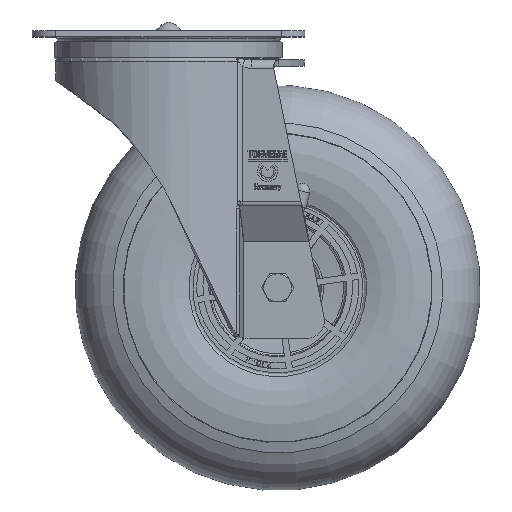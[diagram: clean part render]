
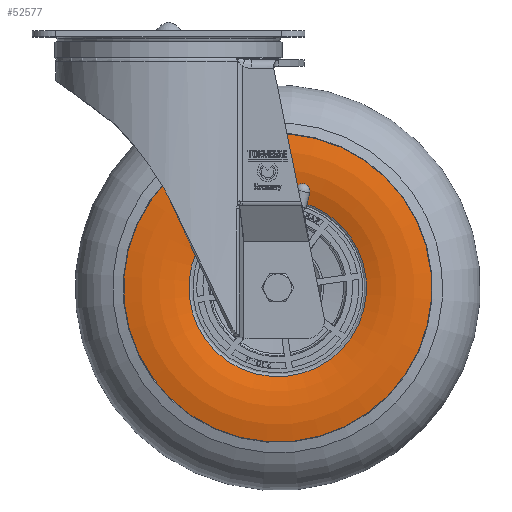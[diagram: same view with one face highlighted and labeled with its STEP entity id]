
A CAD part, top view. The second image highlights one B-rep face of the part: STEP entity #52577.
In plain terms, the highlighted toroidal (fillet/blend) face has major radius 80.222 mm and minor radius 70 mm.
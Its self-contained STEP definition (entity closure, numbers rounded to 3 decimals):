
#1620 = DIRECTION ( 'NONE',  ( 0.969, -0.246, 0. ) ) ;
#2218 = DIRECTION ( 'NONE',  ( 0.969, -0.246, 0. ) ) ;
#3416 = CARTESIAN_POINT ( 'NONE',  ( 165.865, -189.347, 40. ) ) ;
#4949 = DIRECTION ( 'NONE',  ( 0., 0., 1. ) ) ;
#7690 = CARTESIAN_POINT ( 'NONE',  ( 70., -165., 38.578 ) ) ;
#7882 = ORIENTED_EDGE ( 'NONE', *, *, #67510, .T. ) ;
#12750 = CARTESIAN_POINT ( 'NONE',  ( 70., -165., 40. ) ) ;
#17394 = AXIS2_PLACEMENT_3D ( 'NONE', #73192, #4949, #39274 ) ;
#19270 = DIRECTION ( 'NONE',  ( 0., 0., 1. ) ) ;
#22754 = TOROIDAL_SURFACE ( 'NONE', #17394, 80.222, 70. ) ;
#30026 = EDGE_LOOP ( 'NONE', ( #64032 ) ) ;
#34808 = VERTEX_POINT ( 'NONE', #54813 ) ;
#35985 = FACE_OUTER_BOUND ( 'NONE', #54611, .T. ) ;
#39274 = DIRECTION ( 'NONE',  ( 0.969, -0.246, 0. ) ) ;
#41090 = CIRCLE ( 'NONE', #56883, 98.908 ) ;
#43109 = CIRCLE ( 'NONE', #46381, 57.005 ) ;
#46381 = AXIS2_PLACEMENT_3D ( 'NONE', #7690, #19270, #2218 ) ;
#52284 = DIRECTION ( 'NONE',  ( 0., 0., 1. ) ) ;
#52577 = ADVANCED_FACE ( 'NONE', ( #35985, #67898 ), #22754, .T. ) ;
#54611 = EDGE_LOOP ( 'NONE', ( #7882 ) ) ;
#54813 = CARTESIAN_POINT ( 'NONE',  ( 125.251, -179.032, 38.578 ) ) ;
#56883 = AXIS2_PLACEMENT_3D ( 'NONE', #12750, #52284, #1620 ) ;
#59643 = EDGE_CURVE ( 'NONE', #34808, #34808, #43109, .T. ) ;
#64032 = ORIENTED_EDGE ( 'NONE', *, *, #59643, .F. ) ;
#67510 = EDGE_CURVE ( 'NONE', #71067, #71067, #41090, .T. ) ;
#67898 = FACE_OUTER_BOUND ( 'NONE', #30026, .T. ) ;
#71067 = VERTEX_POINT ( 'NONE', #3416 ) ;
#73192 = CARTESIAN_POINT ( 'NONE',  ( 70., -165., -27.46 ) ) ;
